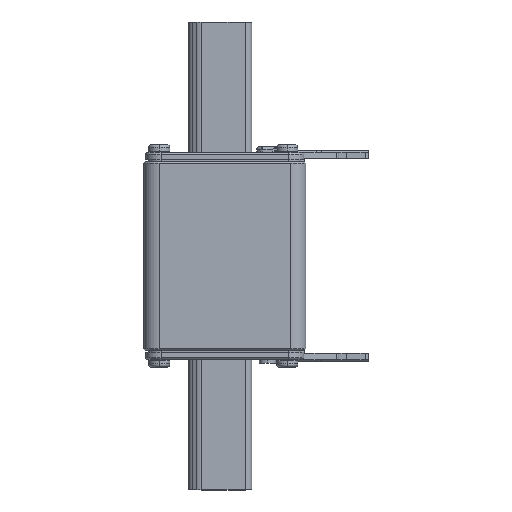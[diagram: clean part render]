
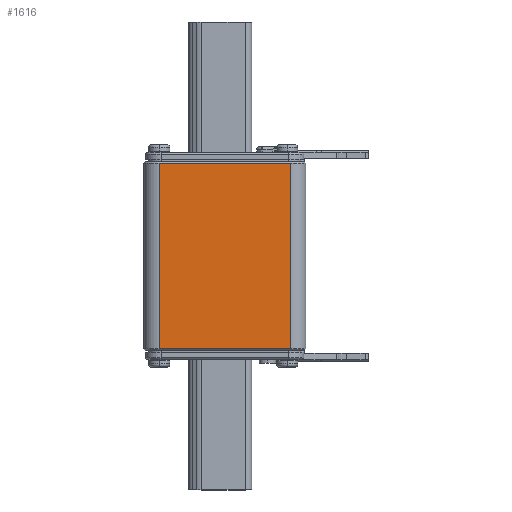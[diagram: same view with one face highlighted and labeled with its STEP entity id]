
A CAD part, top view. The second image highlights one B-rep face of the part: STEP entity #1616.
In plain terms, the highlighted planar face has unit normal (0, 0, 1).
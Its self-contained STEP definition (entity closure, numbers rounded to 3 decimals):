
#1250 = VECTOR ( 'NONE', #23658, 1000. ) ;
#1616 = ADVANCED_FACE ( 'NONE', ( #7546 ), #5244, .F. ) ;
#3183 = CARTESIAN_POINT ( 'NONE',  ( -21., 29.75, 19.5 ) ) ;
#3281 = EDGE_CURVE ( 'NONE', #17833, #26062, #5279, .T. ) ;
#3331 = DIRECTION ( 'NONE',  ( 0., 1., 0. ) ) ;
#3383 = CARTESIAN_POINT ( 'NONE',  ( -21., 29.75, 19.5 ) ) ;
#4905 = ORIENTED_EDGE ( 'NONE', *, *, #10965, .T. ) ;
#5032 = VERTEX_POINT ( 'NONE', #3383 ) ;
#5244 = PLANE ( 'NONE',  #15768 ) ;
#5279 = LINE ( 'NONE', #27935, #28421 ) ;
#5738 = CARTESIAN_POINT ( 'NONE',  ( -26., -29.75, 19.5 ) ) ;
#7507 = DIRECTION ( 'NONE',  ( 0., 0., -1. ) ) ;
#7546 = FACE_OUTER_BOUND ( 'NONE', #17084, .T. ) ;
#7869 = VECTOR ( 'NONE', #13040, 1000. ) ;
#7880 = LINE ( 'NONE', #5738, #1250 ) ;
#7886 = ORIENTED_EDGE ( 'NONE', *, *, #28016, .T. ) ;
#7904 = VECTOR ( 'NONE', #16599, 1000. ) ;
#8542 = LINE ( 'NONE', #28727, #7869 ) ;
#10965 = EDGE_CURVE ( 'NONE', #26062, #5032, #19802, .T. ) ;
#12631 = EDGE_CURVE ( 'NONE', #16551, #17833, #7880, .T. ) ;
#13040 = DIRECTION ( 'NONE',  ( 0., -1., 0. ) ) ;
#14239 = CARTESIAN_POINT ( 'NONE',  ( -21., -29.75, 19.5 ) ) ;
#15768 = AXIS2_PLACEMENT_3D ( 'NONE', #27505, #7507, #23180 ) ;
#16551 = VERTEX_POINT ( 'NONE', #14239 ) ;
#16599 = DIRECTION ( 'NONE',  ( -1., 0., 0. ) ) ;
#17084 = EDGE_LOOP ( 'NONE', ( #7886, #27359, #21699, #4905 ) ) ;
#17833 = VERTEX_POINT ( 'NONE', #21011 ) ;
#19802 = LINE ( 'NONE', #3183, #7904 ) ;
#20068 = CARTESIAN_POINT ( 'NONE',  ( 21., 29.75, 19.5 ) ) ;
#21011 = CARTESIAN_POINT ( 'NONE',  ( 21., -29.75, 19.5 ) ) ;
#21699 = ORIENTED_EDGE ( 'NONE', *, *, #3281, .T. ) ;
#23180 = DIRECTION ( 'NONE',  ( -1., 0., 0. ) ) ;
#23658 = DIRECTION ( 'NONE',  ( 1., 0., 0. ) ) ;
#26062 = VERTEX_POINT ( 'NONE', #20068 ) ;
#27359 = ORIENTED_EDGE ( 'NONE', *, *, #12631, .T. ) ;
#27505 = CARTESIAN_POINT ( 'NONE',  ( -26., 30.25, 19.5 ) ) ;
#27935 = CARTESIAN_POINT ( 'NONE',  ( 21., 30.25, 19.5 ) ) ;
#28016 = EDGE_CURVE ( 'NONE', #5032, #16551, #8542, .T. ) ;
#28421 = VECTOR ( 'NONE', #3331, 1000. ) ;
#28727 = CARTESIAN_POINT ( 'NONE',  ( -21., 30.25, 19.5 ) ) ;
